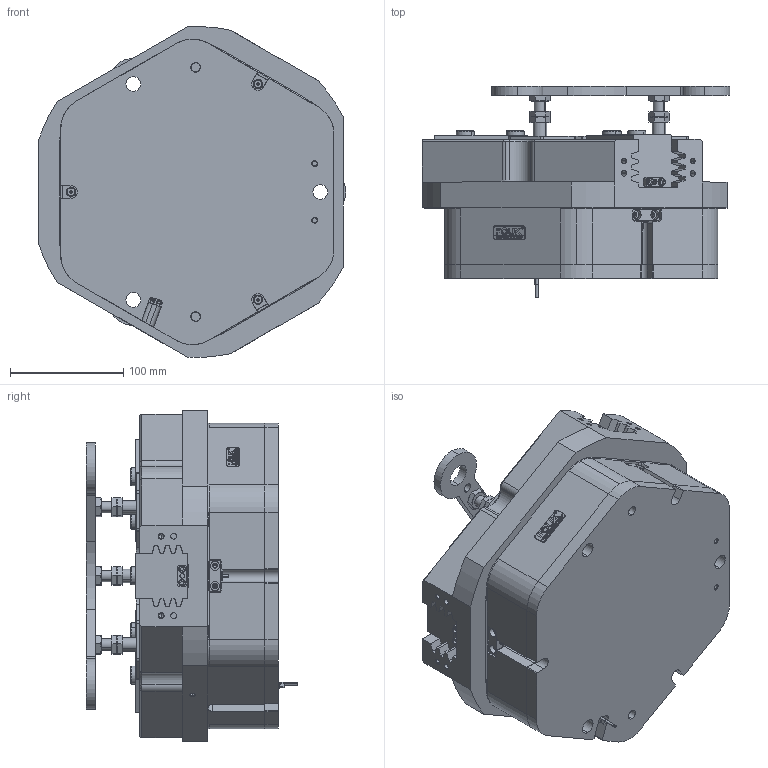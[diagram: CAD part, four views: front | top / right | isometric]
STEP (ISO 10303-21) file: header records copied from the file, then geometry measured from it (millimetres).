
FILE_DESCRIPTION (( 'STEP AP203' ), '1' );
FILE_NAME ('FZ185-292-S-C51.STEP', '2024-12-20T08:02:30', ( 'USER-' ), ( 'Microsoft' ), 'SwSTEP 2.0', 'SolidWorks 2018', '' );
FILE_SCHEMA (( 'CONFIG_CONTROL_DESIGN' ));
Length unit declared in the file: millimetre
Products named in the file (14): TR300-15-1晚假蚾輸; ﾏ擎ﾗ16｡ﾁ12｡ﾁ8; TZT185-292-M-06 笢猾啣; FZ185-292-S-C51; 芢裝; 湮酴; 昹親棠覜羲壽; TZT185-292-M-01 褲极; 芢啣; M8-30諉輪羲壽; TZT185-292-S-02 賑輸; TZT185-292-M-05 菁裔啣; M10牉挴蹟譫尨砩; 32x12-R2
Assembly tree (37 placements, depth 2):
  FZ185-292-S-C51
    TZT185-292-M-01 褲极
    TZT185-292-S-02 賑輸  x3
    TR300-15-1晚假蚾輸  x3
    湮酴  x3
    TZT185-292-M-06 笢猾啣
    TZT185-292-M-05 菁裔啣
    芢啣
    芢裝  x3
    32x12-R2
    M8-30諉輪羲壽  x3
    昹親棠覜羲壽  x2
    ﾏ擎ﾗ16｡ﾁ12｡ﾁ8  x6
    M10牉挴蹟譫尨砩  x9
Bounding box: 271.5 x 186.37 x 291.9 mm (x, y, z)
Volume: 6325458.6 mm3; surface area: 596050.6 mm2
Topology: 37 solids, 37 shells, 2002 faces, 5121 edges, 3256 vertices
Faces by surface type: plane 984, cylinder 569, cone 271, bspline 166, torus 12
Entity records: 50415 total; most frequent: CARTESIAN_POINT 14611, ORIENTED_EDGE 7194, DIRECTION 6645, EDGE_CURVE 3597, VERTEX_POINT 2322, LINE 2307, VECTOR 2307, AXIS2_PLACEMENT_3D 2169
